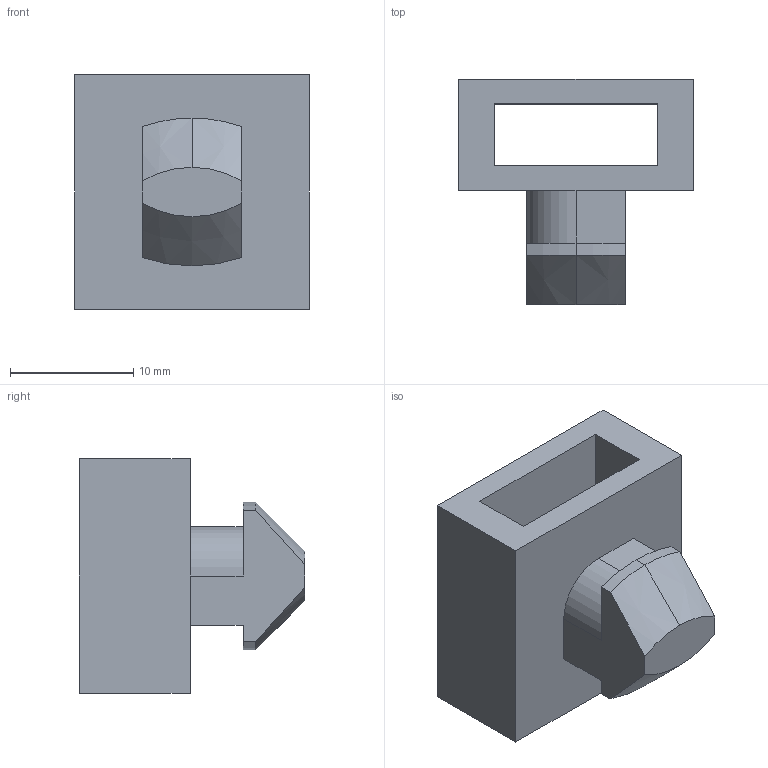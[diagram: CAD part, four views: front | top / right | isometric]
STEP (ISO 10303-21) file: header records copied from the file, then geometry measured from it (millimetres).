
FILE_DESCRIPTION (( 'STEP AP214' ), '1' );
FILE_NAME ('093054.STEP', '2014-08-19T09:16:12', ( '' ), ( '' ), 'SwSTEP 2.0', 'SolidWorks 2014', '' );
FILE_SCHEMA (( 'AUTOMOTIVE_DESIGN' ));
Length unit declared in the file: millimetre
Products named in the file (1): 093054
Bounding box: 19 x 18.3 x 19 mm (x, y, z)
Volume: 2561.8 mm3; surface area: 2277 mm2
Topology: 1 solids, 1 shells, 25 faces, 65 edges, 43 vertices
Faces by surface type: plane 17, cylinder 5, cone 3
Entity records: 814 total; most frequent: CARTESIAN_POINT 154, ORIENTED_EDGE 130, DIRECTION 126, EDGE_CURVE 65, LINE 48, VECTOR 48, VERTEX_POINT 43, AXIS2_PLACEMENT_3D 39
